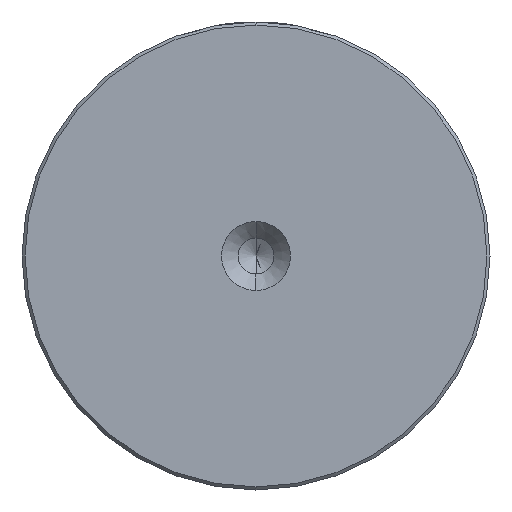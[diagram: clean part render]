
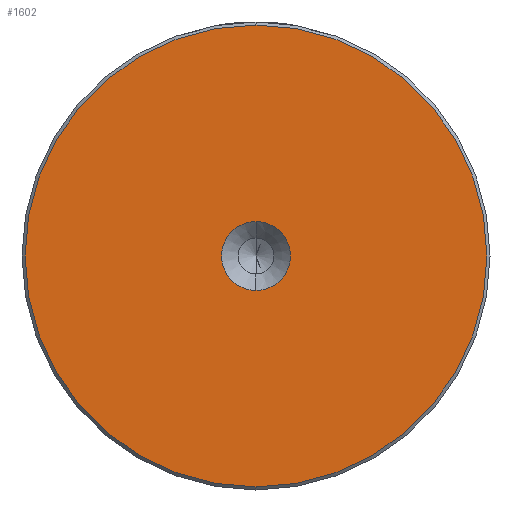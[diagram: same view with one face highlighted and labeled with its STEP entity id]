
A CAD part, left-side view. The second image highlights one B-rep face of the part: STEP entity #1602.
In plain terms, the highlighted planar face has unit normal (-1, 0, 0).
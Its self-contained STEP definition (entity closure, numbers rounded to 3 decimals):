
#30 = DIRECTION ( 'NONE',  ( -1., 0., 0. ) ) ;
#135 = ORIENTED_EDGE ( 'NONE', *, *, #2038, .T. ) ;
#178 = CARTESIAN_POINT ( 'NONE',  ( 0., 0., 5.6 ) ) ;
#199 = CARTESIAN_POINT ( 'NONE',  ( 0., 0., 37.5 ) ) ;
#311 = EDGE_CURVE ( 'NONE', #879, #936, #779, .T. ) ;
#314 = EDGE_LOOP ( 'NONE', ( #544, #1427 ) ) ;
#373 = PLANE ( 'NONE',  #863 ) ;
#420 = CIRCLE ( 'NONE', #481, 37.5 ) ;
#481 = AXIS2_PLACEMENT_3D ( 'NONE', #2662, #2464, #2241 ) ;
#544 = ORIENTED_EDGE ( 'NONE', *, *, #1654, .F. ) ;
#601 = CARTESIAN_POINT ( 'NONE',  ( 0., 0., 0. ) ) ;
#779 = CIRCLE ( 'NONE', #1428, 5.6 ) ;
#800 = DIRECTION ( 'NONE',  ( 0., 0., 1. ) ) ;
#863 = AXIS2_PLACEMENT_3D ( 'NONE', #1381, #2441, #1182 ) ;
#879 = VERTEX_POINT ( 'NONE', #948 ) ;
#897 = VERTEX_POINT ( 'NONE', #199 ) ;
#923 = EDGE_CURVE ( 'NONE', #1447, #897, #420, .T. ) ;
#936 = VERTEX_POINT ( 'NONE', #178 ) ;
#948 = CARTESIAN_POINT ( 'NONE',  ( 0., 0., -5.6 ) ) ;
#1080 = FACE_OUTER_BOUND ( 'NONE', #2117, .T. ) ;
#1182 = DIRECTION ( 'NONE',  ( 0., 0., 1. ) ) ;
#1257 = CARTESIAN_POINT ( 'NONE',  ( 0., 0., 0. ) ) ;
#1381 = CARTESIAN_POINT ( 'NONE',  ( 0., 0., 0. ) ) ;
#1414 = AXIS2_PLACEMENT_3D ( 'NONE', #601, #2046, #800 ) ;
#1427 = ORIENTED_EDGE ( 'NONE', *, *, #311, .F. ) ;
#1428 = AXIS2_PLACEMENT_3D ( 'NONE', #2592, #2235, #2411 ) ;
#1435 = CIRCLE ( 'NONE', #1414, 5.6 ) ;
#1447 = VERTEX_POINT ( 'NONE', #2154 ) ;
#1465 = DIRECTION ( 'NONE',  ( 0., 0., 1. ) ) ;
#1602 = ADVANCED_FACE ( 'NONE', ( #1080, #2180 ), #373, .T. ) ;
#1654 = EDGE_CURVE ( 'NONE', #936, #879, #1435, .T. ) ;
#1825 = CIRCLE ( 'NONE', #2198, 37.5 ) ;
#2038 = EDGE_CURVE ( 'NONE', #897, #1447, #1825, .T. ) ;
#2046 = DIRECTION ( 'NONE',  ( -1., 0., 0. ) ) ;
#2117 = EDGE_LOOP ( 'NONE', ( #2546, #135 ) ) ;
#2154 = CARTESIAN_POINT ( 'NONE',  ( 0., 0., -37.5 ) ) ;
#2180 = FACE_BOUND ( 'NONE', #314, .T. ) ;
#2198 = AXIS2_PLACEMENT_3D ( 'NONE', #1257, #30, #1465 ) ;
#2235 = DIRECTION ( 'NONE',  ( -1., 0., 0. ) ) ;
#2241 = DIRECTION ( 'NONE',  ( 0., 0., 1. ) ) ;
#2411 = DIRECTION ( 'NONE',  ( 0., 0., 1. ) ) ;
#2441 = DIRECTION ( 'NONE',  ( -1., 0., 0. ) ) ;
#2464 = DIRECTION ( 'NONE',  ( -1., 0., 0. ) ) ;
#2546 = ORIENTED_EDGE ( 'NONE', *, *, #923, .T. ) ;
#2592 = CARTESIAN_POINT ( 'NONE',  ( 0., 0., 0. ) ) ;
#2662 = CARTESIAN_POINT ( 'NONE',  ( 0., 0., 0. ) ) ;
